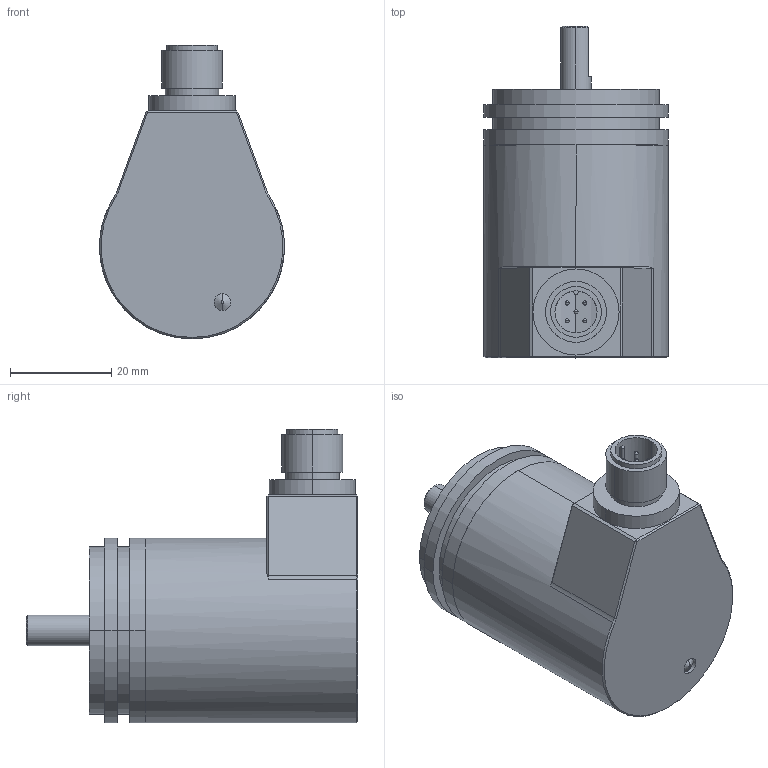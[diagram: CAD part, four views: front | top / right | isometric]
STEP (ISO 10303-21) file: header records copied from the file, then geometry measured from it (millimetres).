
FILE_DESCRIPTION (( 'STEP AP214' ), '1' );
FILE_NAME ('JDCM36S6-AP-01俋倛芞(饜9212脣芛).STEP', '2024-02-20T02:31:25', ( 'NING MEI' ), ( '' ), 'SwSTEP 2.0', 'SolidWorks 2014', '' );
FILE_SCHEMA (( 'AUTOMOTIVE_DESIGN' ));
Length unit declared in the file: millimetre
Products named in the file (1): JDCM36S6-AP-01俋倛芞(饜9212脣芛)
Bounding box: 36.5 x 65.5 x 58 mm (x, y, z)
Surface area: 11219.1 mm2 (no closed solid volume)
Topology: 0 solids, 12 shells, 109 faces, 271 edges, 171 vertices
Faces by surface type: cylinder 48, plane 36, cone 11, sphere 10, torus 4
Entity records: 4379 total; most frequent: DIRECTION 605, CARTESIAN_POINT 600, ORIENTED_EDGE 453, AXIS2_PLACEMENT_3D 252, EDGE_CURVE 251, VERTEX_POINT 161, CIRCLE 142, EDGE_LOOP 126
